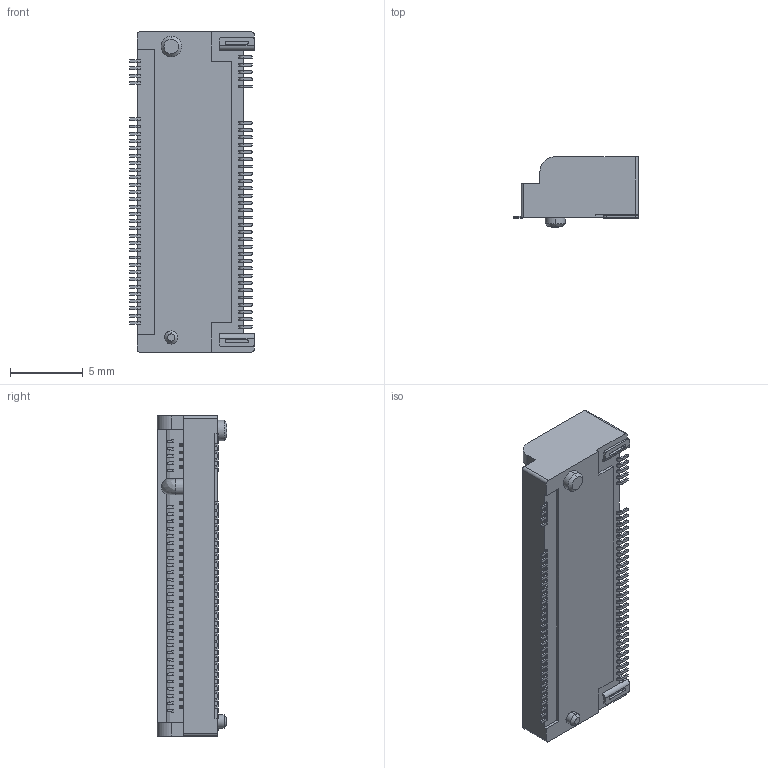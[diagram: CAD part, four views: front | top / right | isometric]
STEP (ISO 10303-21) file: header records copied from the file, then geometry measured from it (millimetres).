
FILE_DESCRIPTION (( 'STEP AP214' ), '1' );
FILE_NAME ('reoriented-MDT420M01001.STEP', '2023-07-17T13:21:46', ( '' ), ( '' ), 'SwSTEP 2.0', 'SolidWorks 2021', '' );
FILE_SCHEMA (( 'AUTOMOTIVE_DESIGN' ));
Length unit declared in the file: millimetre
Products named in the file (1): reoriented-MDT420M01001
Bounding box: 8.55 x 4.8 x 22 mm (x, y, z)
Volume: 543.8 mm3; surface area: 736.9 mm2
Topology: 1 solids, 1 shells, 1624 faces, 4609 edges, 3070 vertices
Faces by surface type: plane 1188, cylinder 431, cone 4, bspline 1
Entity records: 52911 total; most frequent: CARTESIAN_POINT 9943, ORIENTED_EDGE 9218, DIRECTION 8458, EDGE_CURVE 4609, VECTOR 3602, LINE 3602, VERTEX_POINT 3070, AXIS2_PLACEMENT_3D 2428
